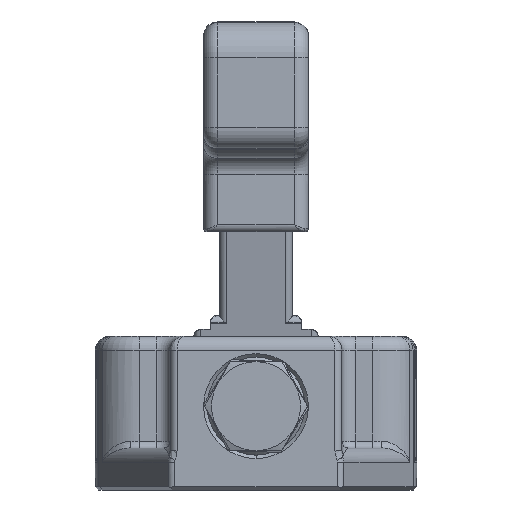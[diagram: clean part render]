
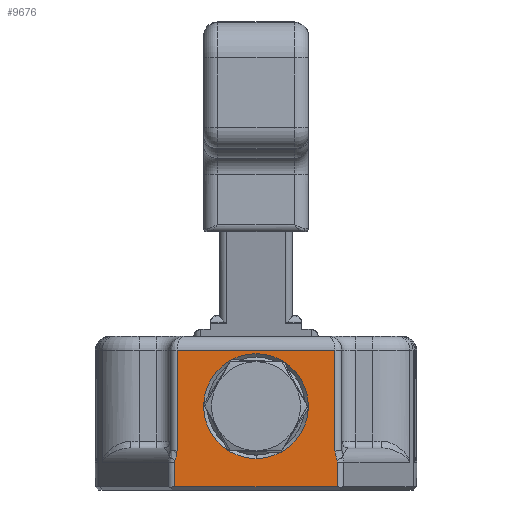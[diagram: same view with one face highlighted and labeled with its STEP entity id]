
A CAD part, left-side view. The second image highlights one B-rep face of the part: STEP entity #9676.
In plain terms, the highlighted planar face has unit normal (-1, 0, 0).
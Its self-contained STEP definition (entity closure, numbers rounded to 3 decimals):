
#4797 = CARTESIAN_POINT ( 'NONE',  ( 0., 11.584, 4.343 ) ) ;
#7713 = VERTEX_POINT ( 'NONE', #26076 ) ;
#7714 = VERTEX_POINT ( 'NONE', #26077 ) ;
#7715 = VERTEX_POINT ( 'NONE', #26078 ) ;
#7716 = VERTEX_POINT ( 'NONE', #26079 ) ;
#7717 = VERTEX_POINT ( 'NONE', #26080 ) ;
#7718 = VERTEX_POINT ( 'NONE', #26081 ) ;
#7719 = VERTEX_POINT ( 'NONE', #26082 ) ;
#7720 = VERTEX_POINT ( 'NONE', #26083 ) ;
#7721 = VERTEX_POINT ( 'NONE', #26084 ) ;
#8248 = EDGE_CURVE ( 'NONE', #9588, #9589, #23072, .T. ) ;
#8409 = EDGE_CURVE ( 'NONE', #9589, #9588, #27470, .T. ) ;
#8410 = EDGE_CURVE ( 'NONE', #10873, #7713, #33016, .T. ) ;
#8411 = EDGE_CURVE ( 'NONE', #7713, #7714, #27473, .T. ) ;
#8412 = EDGE_CURVE ( 'NONE', #7714, #7715, #27474, .T. ) ;
#8413 = EDGE_CURVE ( 'NONE', #7715, #7716, #27476, .T. ) ;
#8414 = EDGE_CURVE ( 'NONE', #7716, #7717, #33017, .T. ) ;
#8415 = EDGE_CURVE ( 'NONE', #7717, #7718, #33018, .T. ) ;
#8416 = EDGE_CURVE ( 'NONE', #7718, #7719, #27480, .T. ) ;
#8417 = EDGE_CURVE ( 'NONE', #7719, #7720, #27479, .T. ) ;
#8418 = EDGE_CURVE ( 'NONE', #7720, #7721, #27482, .T. ) ;
#8419 = EDGE_CURVE ( 'NONE', #7721, #10873, #33014, .T. ) ;
#9588 = VERTEX_POINT ( 'NONE', #29092 ) ;
#9589 = VERTEX_POINT ( 'NONE', #29093 ) ;
#9676 = ADVANCED_FACE ( 'NONE', ( #27624, #27628 ), #29304, .F. ) ;
#10873 = VERTEX_POINT ( 'NONE', #4797 ) ;
#10980 = EDGE_LOOP ( 'NONE', ( #11049, #11050, #11051, #11052, #11053, #11054, #11055, #11056, #11057, #11058 ) ) ;
#10984 = EDGE_LOOP ( 'NONE', ( #11047, #11048 ) ) ;
#11047 = ORIENTED_EDGE ( 'NONE', *, *, #8248, .T. ) ;
#11048 = ORIENTED_EDGE ( 'NONE', *, *, #8409, .T. ) ;
#11049 = ORIENTED_EDGE ( 'NONE', *, *, #8410, .T. ) ;
#11050 = ORIENTED_EDGE ( 'NONE', *, *, #8411, .T. ) ;
#11051 = ORIENTED_EDGE ( 'NONE', *, *, #8412, .T. ) ;
#11052 = ORIENTED_EDGE ( 'NONE', *, *, #8413, .T. ) ;
#11053 = ORIENTED_EDGE ( 'NONE', *, *, #8414, .T. ) ;
#11054 = ORIENTED_EDGE ( 'NONE', *, *, #8415, .T. ) ;
#11055 = ORIENTED_EDGE ( 'NONE', *, *, #8416, .T. ) ;
#11056 = ORIENTED_EDGE ( 'NONE', *, *, #8417, .T. ) ;
#11057 = ORIENTED_EDGE ( 'NONE', *, *, #8418, .T. ) ;
#11058 = ORIENTED_EDGE ( 'NONE', *, *, #8419, .T. ) ;
#16263 = AXIS2_PLACEMENT_3D ( 'NONE', #27020, #27021, #27022 ) ;
#16325 = AXIS2_PLACEMENT_3D ( 'NONE', #28708, #28709, #28710 ) ;
#16390 = AXIS2_PLACEMENT_3D ( 'NONE', #29301, #29309, #29310 ) ;
#23072 = CIRCLE ( 'NONE', #16263, 7.5 ) ;
#26076 = CARTESIAN_POINT ( 'NONE',  ( 0., 11.651, 4. ) ) ;
#26077 = CARTESIAN_POINT ( 'NONE',  ( 0., 11.651, 0.466 ) ) ;
#26078 = CARTESIAN_POINT ( 'NONE',  ( 0., -11.651, 0.466 ) ) ;
#26079 = CARTESIAN_POINT ( 'NONE',  ( 0., -11.651, 4. ) ) ;
#26080 = CARTESIAN_POINT ( 'NONE',  ( 0., -11.584, 4.343 ) ) ;
#26081 = CARTESIAN_POINT ( 'NONE',  ( 0., -11.3, 5.648 ) ) ;
#26082 = CARTESIAN_POINT ( 'NONE',  ( 0., -11.3, 20. ) ) ;
#26083 = CARTESIAN_POINT ( 'NONE',  ( 0., 11.3, 20. ) ) ;
#26084 = CARTESIAN_POINT ( 'NONE',  ( 0., 11.3, 5.648 ) ) ;
#27020 = CARTESIAN_POINT ( 'NONE',  ( 0., 0., 12. ) ) ;
#27021 = DIRECTION ( 'NONE',  ( 1., 0., 0. ) ) ;
#27022 = DIRECTION ( 'NONE',  ( 0., 0., -1. ) ) ;
#27470 = CIRCLE ( 'NONE', #16325, 7.5 ) ;
#27473 = LINE ( 'NONE', #28695, #27475 ) ;
#27474 = LINE ( 'NONE', #28715, #27477 ) ;
#27475 = VECTOR ( 'NONE', #28711, 1000. ) ;
#27476 = LINE ( 'NONE', #28717, #27478 ) ;
#27477 = VECTOR ( 'NONE', #28716, 1000. ) ;
#27478 = VECTOR ( 'NONE', #28718, 1000. ) ;
#27479 = LINE ( 'NONE', #28731, #27483 ) ;
#27480 = LINE ( 'NONE', #28729, #27481 ) ;
#27481 = VECTOR ( 'NONE', #28730, 1000. ) ;
#27482 = LINE ( 'NONE', #28733, #27485 ) ;
#27483 = VECTOR ( 'NONE', #28732, 1000. ) ;
#27485 = VECTOR ( 'NONE', #28734, 1000. ) ;
#27624 = FACE_BOUND ( 'NONE', #10984, .T. ) ;
#27628 = FACE_OUTER_BOUND ( 'NONE', #10980, .T. ) ;
#28695 = CARTESIAN_POINT ( 'NONE',  ( 0., 11.651, 22. ) ) ;
#28696 = CARTESIAN_POINT ( 'NONE',  ( 0., -11.651, 4.117 ) ) ;
#28706 = CARTESIAN_POINT ( 'NONE',  ( 0., 11.584, 4.343 ) ) ;
#28707 = CARTESIAN_POINT ( 'NONE',  ( 0., 11.628, 4.233 ) ) ;
#28708 = CARTESIAN_POINT ( 'NONE',  ( 0., 0., 12. ) ) ;
#28709 = DIRECTION ( 'NONE',  ( 1., 0., 0. ) ) ;
#28710 = DIRECTION ( 'NONE',  ( 0., 0., -1. ) ) ;
#28711 = DIRECTION ( 'NONE',  ( 0., 0., -1. ) ) ;
#28712 = CARTESIAN_POINT ( 'NONE',  ( 0., 11.651, 4.117 ) ) ;
#28713 = CARTESIAN_POINT ( 'NONE',  ( 0., 11.651, 4. ) ) ;
#28714 = CARTESIAN_POINT ( 'NONE',  ( 0., -11.651, 4. ) ) ;
#28715 = CARTESIAN_POINT ( 'NONE',  ( 0., -12.3, 0.466 ) ) ;
#28716 = DIRECTION ( 'NONE',  ( 0., -1., 0. ) ) ;
#28717 = CARTESIAN_POINT ( 'NONE',  ( 0., -11.651, 22. ) ) ;
#28718 = DIRECTION ( 'NONE',  ( 0., 0., 1. ) ) ;
#28719 = CARTESIAN_POINT ( 'NONE',  ( 0., -11.5, 4.552 ) ) ;
#28720 = CARTESIAN_POINT ( 'NONE',  ( 0., -11.584, 4.343 ) ) ;
#28721 = CARTESIAN_POINT ( 'NONE',  ( 0., -11.628, 4.233 ) ) ;
#28722 = CARTESIAN_POINT ( 'NONE',  ( 0., -11.584, 4.343 ) ) ;
#28723 = CARTESIAN_POINT ( 'NONE',  ( 0., 11.3, 5.422 ) ) ;
#28724 = CARTESIAN_POINT ( 'NONE',  ( 0., 11.3, 5.648 ) ) ;
#28725 = CARTESIAN_POINT ( 'NONE',  ( 0., -11.427, 4.766 ) ) ;
#28726 = CARTESIAN_POINT ( 'NONE',  ( 0., -11.327, 5.201 ) ) ;
#28727 = CARTESIAN_POINT ( 'NONE',  ( 0., -11.3, 5.422 ) ) ;
#28728 = CARTESIAN_POINT ( 'NONE',  ( 0., -11.3, 5.648 ) ) ;
#28729 = CARTESIAN_POINT ( 'NONE',  ( 0., -11.3, 20. ) ) ;
#28730 = DIRECTION ( 'NONE',  ( 0., 0., 1. ) ) ;
#28731 = CARTESIAN_POINT ( 'NONE',  ( 0., -12.3, 20. ) ) ;
#28732 = DIRECTION ( 'NONE',  ( 0., 1., 0. ) ) ;
#28733 = CARTESIAN_POINT ( 'NONE',  ( 0., 11.3, 22. ) ) ;
#28734 = DIRECTION ( 'NONE',  ( 0., 0., -1. ) ) ;
#28737 = CARTESIAN_POINT ( 'NONE',  ( 0., 11.327, 5.201 ) ) ;
#28738 = CARTESIAN_POINT ( 'NONE',  ( 0., 11.427, 4.766 ) ) ;
#28739 = CARTESIAN_POINT ( 'NONE',  ( 0., 11.5, 4.552 ) ) ;
#28740 = CARTESIAN_POINT ( 'NONE',  ( 0., 11.584, 4.343 ) ) ;
#29092 = CARTESIAN_POINT ( 'NONE',  ( 0., 0., 19.5 ) ) ;
#29093 = CARTESIAN_POINT ( 'NONE',  ( 0., 0., 4.5 ) ) ;
#29301 = CARTESIAN_POINT ( 'NONE',  ( 0., -12.3, 22. ) ) ;
#29304 = PLANE ( 'NONE',  #16390 ) ;
#29309 = DIRECTION ( 'NONE',  ( 1., 0., 0. ) ) ;
#29310 = DIRECTION ( 'NONE',  ( 0., 0., -1. ) ) ;
#33014 = B_SPLINE_CURVE_WITH_KNOTS ( 'NONE', 3,
 ( #28724, #28723, #28737, #28738, #28739, #28740 ),
 .UNSPECIFIED., .F., .F.,
 ( 4, 2, 4 ),
 ( 0., 0.001, 0.001 ),
 .UNSPECIFIED. ) ;
#33016 =( BOUNDED_CURVE ( )  B_SPLINE_CURVE ( 3, ( #28706, #28707, #28712, #28713 ),
 .UNSPECIFIED., .F., .F. ) 
 B_SPLINE_CURVE_WITH_KNOTS ( ( 4, 4 ),
 ( 5.933, 6.283 ),
 .UNSPECIFIED. ) 
 CURVE ( )  GEOMETRIC_REPRESENTATION_ITEM ( )  RATIONAL_B_SPLINE_CURVE ( ( 1., 0.99, 0.99, 1. ) ) 
 REPRESENTATION_ITEM ( '' )  );
#33017 =( BOUNDED_CURVE ( )  B_SPLINE_CURVE ( 3, ( #28714, #28696, #28721, #28722 ),
 .UNSPECIFIED., .F., .F. ) 
 B_SPLINE_CURVE_WITH_KNOTS ( ( 4, 4 ),
 ( 3.142, 3.492 ),
 .UNSPECIFIED. ) 
 CURVE ( )  GEOMETRIC_REPRESENTATION_ITEM ( )  RATIONAL_B_SPLINE_CURVE ( ( 1., 0.99, 0.99, 1. ) ) 
 REPRESENTATION_ITEM ( '' )  );
#33018 = B_SPLINE_CURVE_WITH_KNOTS ( 'NONE', 3,
 ( #28720, #28719, #28725, #28726, #28727, #28728 ),
 .UNSPECIFIED., .F., .F.,
 ( 4, 2, 4 ),
 ( 0.001, 0.001, 0.002 ),
 .UNSPECIFIED. ) ;
